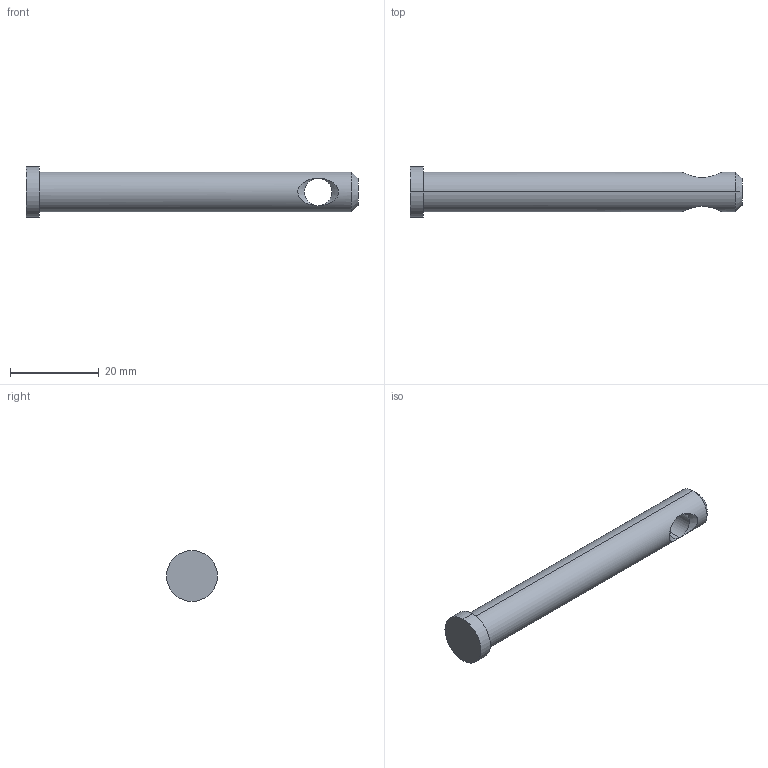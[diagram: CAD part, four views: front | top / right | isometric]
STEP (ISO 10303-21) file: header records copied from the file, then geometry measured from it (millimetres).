
FILE_DESCRIPTION (( 'STEP AP203' ), '1' );
FILE_NAME ('FA-662-P.STEP', '2016-05-06T01:32:57', ( '' ), ( '' ), 'SwSTEP 2.0', 'SolidWorks 2014', '' );
FILE_SCHEMA (( 'CONFIG_CONTROL_DESIGN' ));
Length unit declared in the file: millimetre
Products named in the file (1): FA-662-P
Bounding box: 75 x 11.5 x 11.5 mm (x, y, z)
Volume: 4595.1 mm3; surface area: 2392.5 mm2
Topology: 1 solids, 1 shells, 15 faces, 30 edges, 18 vertices
Faces by surface type: cone 6, cylinder 6, plane 3
Entity records: 597 total; most frequent: CARTESIAN_POINT 198, DIRECTION 72, ORIENTED_EDGE 60, AXIS2_PLACEMENT_3D 30, EDGE_CURVE 30, VERTEX_POINT 18, EDGE_LOOP 18, FACE_OUTER_BOUND 15
